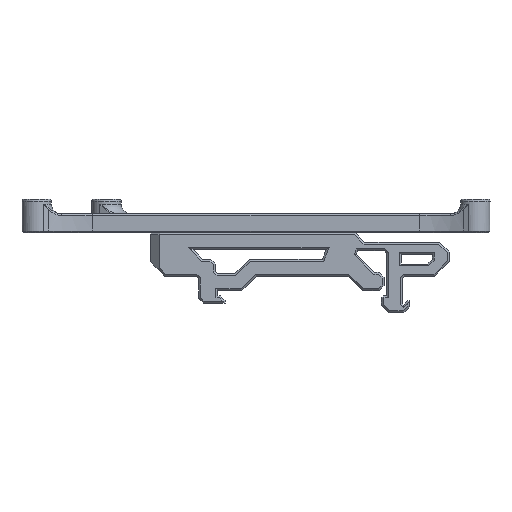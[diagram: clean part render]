
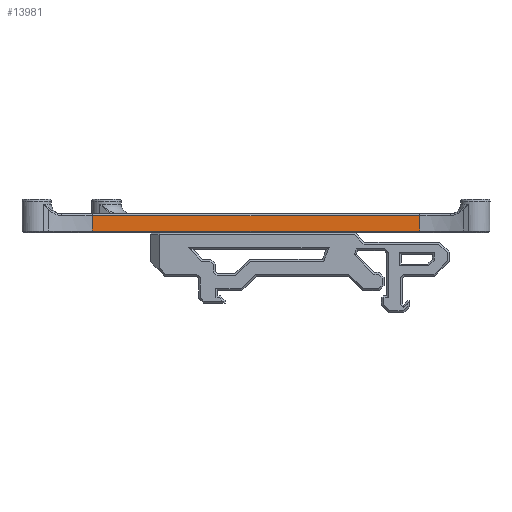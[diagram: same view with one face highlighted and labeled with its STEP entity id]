
A CAD part, left-side view. The second image highlights one B-rep face of the part: STEP entity #13981.
In plain terms, the highlighted planar face has unit normal (-1, 0, 0).
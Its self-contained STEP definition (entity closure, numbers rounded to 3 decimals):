
#1535=FACE_OUTER_BOUND('',#2399,.T.);
#2399=EDGE_LOOP('',(#12570,#12571,#12572,#12573,#12574,#12575));
#3911=LINE('',#24005,#5457);
#3932=LINE('',#24268,#5478);
#3933=LINE('',#24269,#5479);
#3945=LINE('',#24311,#5491);
#3947=LINE('',#24313,#5493);
#3954=LINE('',#24493,#5500);
#5457=VECTOR('',#18032,10.);
#5478=VECTOR('',#18159,10.);
#5479=VECTOR('',#18160,10.);
#5491=VECTOR('',#18208,10.);
#5493=VECTOR('',#18210,10.);
#5500=VECTOR('',#18251,10.);
#6658=VERTEX_POINT('',#23995);
#6660=VERTEX_POINT('',#24003);
#6676=VERTEX_POINT('',#24265);
#6677=VERTEX_POINT('',#24267);
#6688=VERTEX_POINT('',#24309);
#6689=VERTEX_POINT('',#24310);
#8565=EDGE_CURVE('',#6658,#6660,#3911,.T.);
#8615=EDGE_CURVE('',#6676,#6677,#3932,.T.);
#8616=EDGE_CURVE('',#6660,#6677,#3933,.T.);
#8636=EDGE_CURVE('',#6688,#6689,#3945,.T.);
#8638=EDGE_CURVE('',#6689,#6658,#3947,.T.);
#8661=EDGE_CURVE('',#6676,#6688,#3954,.T.);
#12570=ORIENTED_EDGE('',*,*,#8615,.F.);
#12571=ORIENTED_EDGE('',*,*,#8661,.T.);
#12572=ORIENTED_EDGE('',*,*,#8636,.T.);
#12573=ORIENTED_EDGE('',*,*,#8638,.T.);
#12574=ORIENTED_EDGE('',*,*,#8565,.T.);
#12575=ORIENTED_EDGE('',*,*,#8616,.T.);
#13183=PLANE('',#14909);
#13981=ADVANCED_FACE('',(#1535),#13183,.F.);
#14909=AXIS2_PLACEMENT_3D('',#24494,#18252,#18253);
#18032=DIRECTION('',(0.,0.,1.));
#18159=DIRECTION('',(0.,-1.,0.));
#18160=DIRECTION('',(0.,1.,0.));
#18208=DIRECTION('',(0.,-1.,0.));
#18210=DIRECTION('',(0.,-1.,0.));
#18251=DIRECTION('',(0.,0.,-1.));
#18252=DIRECTION('center_axis',(1.,0.,0.));
#18253=DIRECTION('ref_axis',(0.,1.,0.));
#23995=CARTESIAN_POINT('',(-163.469,92.193,-338.054));
#24003=CARTESIAN_POINT('',(-163.469,92.193,-334.854));
#24005=CARTESIAN_POINT('',(-163.469,92.193,-338.454));
#24265=CARTESIAN_POINT('',(-163.469,160.101,-334.854));
#24267=CARTESIAN_POINT('',(-163.469,125.516,-334.854));
#24268=CARTESIAN_POINT('',(-163.469,139.976,-334.854));
#24269=CARTESIAN_POINT('',(-163.469,103.167,-334.854));
#24309=CARTESIAN_POINT('',(-163.469,160.101,-338.054));
#24310=CARTESIAN_POINT('',(-163.469,125.516,-338.054));
#24311=CARTESIAN_POINT('',(-163.469,117.627,-338.054));
#24313=CARTESIAN_POINT('',(-163.469,103.167,-338.054));
#24493=CARTESIAN_POINT('',(-163.469,160.101,-338.454));
#24494=CARTESIAN_POINT('Origin',(-163.469,101.877,-338.454));
